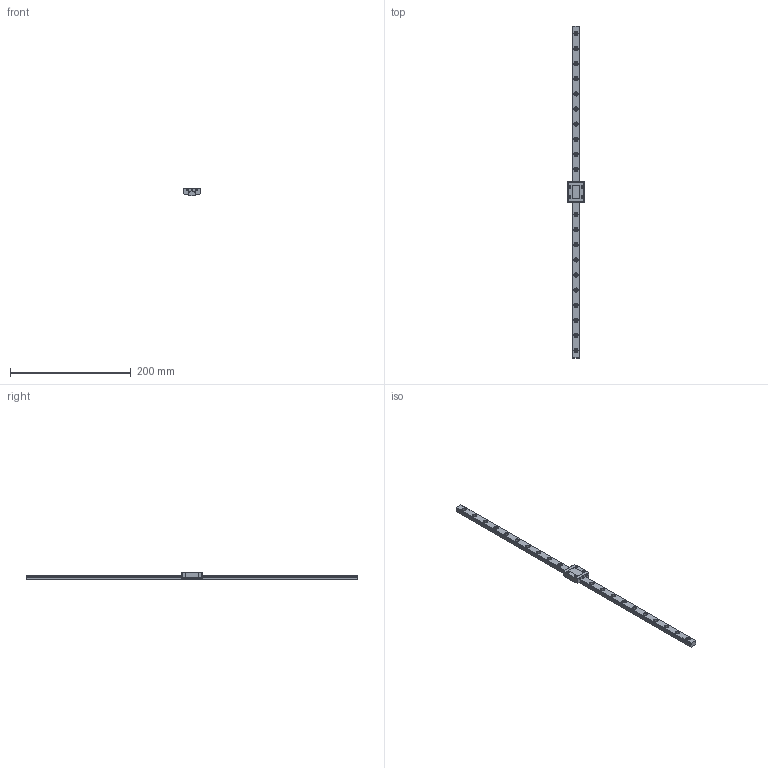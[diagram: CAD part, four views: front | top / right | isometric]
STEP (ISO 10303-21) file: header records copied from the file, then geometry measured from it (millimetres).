
FILE_DESCRIPTION(/* description */ (''),/* implementation_level */ '2;1');
FILE_NAME(/* name */ 'HW2355GC-Linear Rail - MGN12 550mm + MGN12C carriage.step',/* time_stamp */ '2022-10-20T09:13:47+01:00',/* author */ (''),/* organization */ (''),/* preprocessor_version */ 'ST-DEVELOPER v19',/* originating_system */ 'Autodesk Translation Framework v11.7.0.108',/* authorisation */ '');
FILE_SCHEMA (('AUTOMOTIVE_DESIGN { 1 0 10303 214 3 1 1 }'));
Length unit declared in the file: millimetre
Products named in the file (2): HW2355GC; MGN12C Carriage
Assembly tree (1 placements, depth 2):
  HW2355GC
    MGN12C Carriage
Bounding box: 27 x 550 x 13 mm (x, y, z)
Volume: 53615.9 mm3; surface area: 31453.5 mm2
Topology: 6 solids, 6 shells, 405 faces, 1082 edges, 719 vertices
Faces by surface type: plane 230, cylinder 140, cone 31, bspline 4
Full cylindrical faces by diameter (mm): 2.3 x2, 2.529 x4, 3.5 x26, 6 x22
Entity records: 13139 total; most frequent: CARTESIAN_POINT 2561, DIRECTION 2179, ORIENTED_EDGE 2156, EDGE_CURVE 1078, AXIS2_PLACEMENT_3D 753, VERTEX_POINT 719, LINE 673, VECTOR 673
